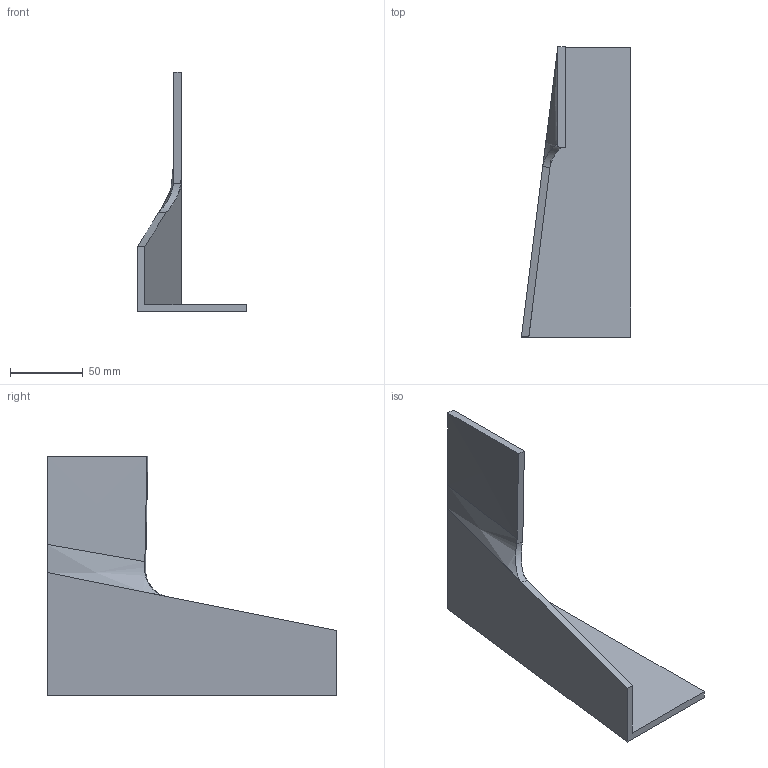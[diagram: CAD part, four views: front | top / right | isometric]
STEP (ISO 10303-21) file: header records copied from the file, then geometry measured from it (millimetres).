
FILE_DESCRIPTION(('CATIA V5 STEP Exchange'),'2;1');
FILE_NAME('bandymas.stp','2011-02-02T07:41:14+00:00',('none'),('none'),'CATIA Version 5 Release 16 (IN-10)','CATIA V5 STEP AP214','none');
FILE_SCHEMA(('AUTOMOTIVE_DESIGN { 1 0 10303 214 1 1 1 1 }'));
Length unit declared in the file: millimetre
Products named in the file (1): Part14
Bounding box: 75 x 199.3 x 165 mm (x, y, z)
Volume: 152340.2 mm3; surface area: 65166.3 mm2
Topology: 1 solids, 1 shells, 16 faces, 42 edges, 28 vertices
Faces by surface type: plane 11, bspline 4, cylinder 1
Entity records: 703 total; most frequent: CARTESIAN_POINT 328, ORIENTED_EDGE 84, DIRECTION 49, EDGE_CURVE 42, VERTEX_POINT 28, VECTOR 25, LINE 25, B_SPLINE_CURVE_WITH_KNOTS 17
